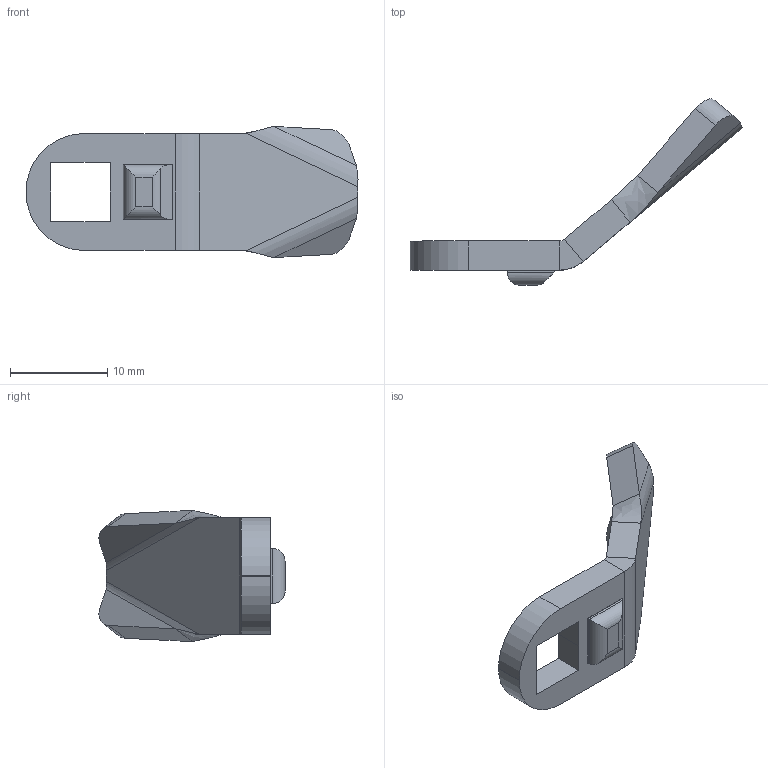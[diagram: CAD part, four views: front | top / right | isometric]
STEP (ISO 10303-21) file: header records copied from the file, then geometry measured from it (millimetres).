
FILE_DESCRIPTION (( 'STEP AP214' ), '1' );
FILE_NAME ('SCE-112984.STEP', '2021-01-14T14:58:04', ( '' ), ( '' ), 'SwSTEP 2.0', 'SolidWorks 2019', '' );
FILE_SCHEMA (( 'AUTOMOTIVE_DESIGN' ));
Length unit declared in the file: inch
Products named in the file (1): SCE-112984
Bounding box: 34.06 x 19.11 x 13.46 mm (x, y, z)
Volume: 1292.2 mm3; surface area: 1399.5 mm2
Topology: 3 solids, 3 shells, 61 faces, 139 edges, 84 vertices
Faces by surface type: plane 43, cylinder 14, bspline 4
Entity records: 1863 total; most frequent: CARTESIAN_POINT 467, ORIENTED_EDGE 278, DIRECTION 253, EDGE_CURVE 139, LINE 113, VECTOR 113, VERTEX_POINT 84, AXIS2_PLACEMENT_3D 70
